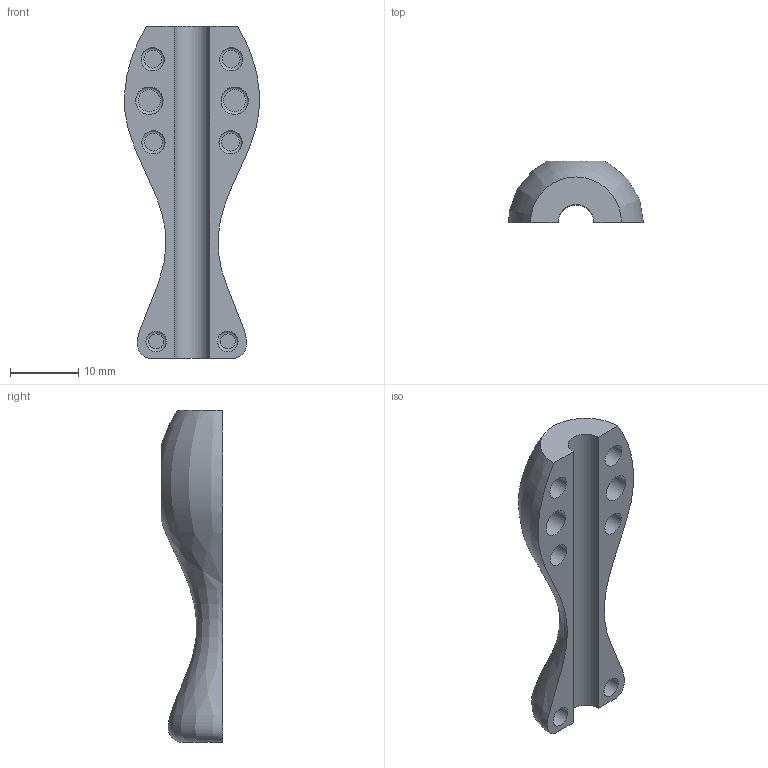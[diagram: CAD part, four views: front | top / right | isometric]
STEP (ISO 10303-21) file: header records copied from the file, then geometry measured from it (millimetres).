
FILE_DESCRIPTION(('Open CASCADE Model'),'2;1');
FILE_NAME('Open CASCADE Shape Model','2024-11-14T12:56:09',('Author'),( 'Open CASCADE'),'Open CASCADE STEP processor 7.7','Open CASCADE 7.7' ,'Unknown');
FILE_SCHEMA(('AUTOMOTIVE_DESIGN { 1 0 10303 214 1 1 1 1 }'));
Length unit declared in the file: millimetre
Products named in the file (1): COMPOUND
Bounding box: 19.75 x 9 x 48.65 mm (x, y, z)
Volume: 3184 mm3; surface area: 2394.4 mm2
Topology: 1 solids, 1 shells, 31 faces, 53 edges, 33 vertices
Faces by surface type: plane 13, cylinder 9, torus 8, revolution 1
Full cylindrical faces by diameter (mm): 3 x2, 3.4 x4, 4 x2
Entity records: 2440 total; most frequent: CARTESIAN_POINT 1310, DIRECTION 216, ORIENTED_EDGE 106, PCURVE 106, DEFINITIONAL_REPRESENTATION 106, LINE 69, VECTOR 69, AXIS2_PLACEMENT_3D 67
